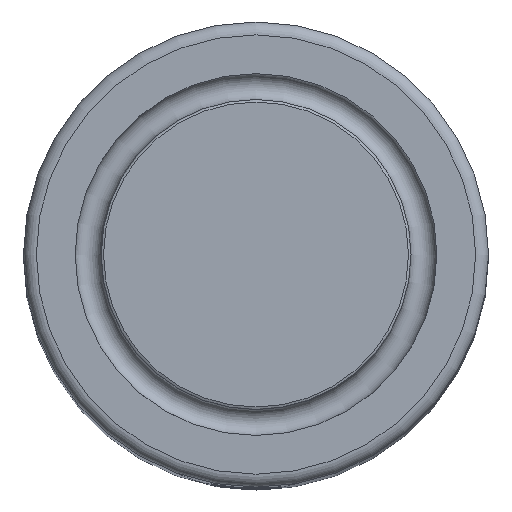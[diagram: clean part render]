
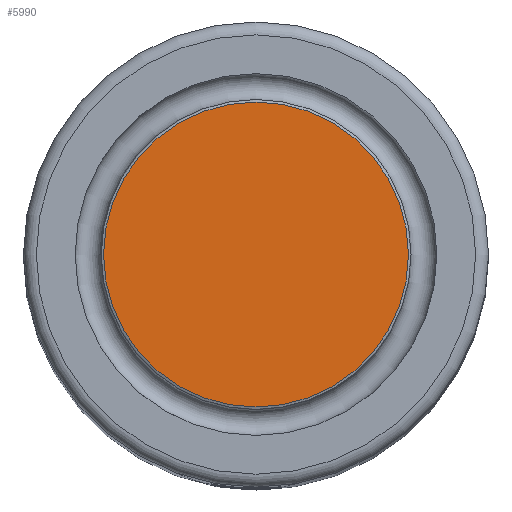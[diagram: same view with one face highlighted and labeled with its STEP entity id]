
A CAD part, top view. The second image highlights one B-rep face of the part: STEP entity #5990.
In plain terms, the highlighted planar face has unit normal (0, 0, 1).
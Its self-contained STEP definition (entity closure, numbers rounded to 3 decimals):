
#179=CIRCLE('',#6313,5.9);
#795=PLANE('',#6316);
#1123=FACE_OUTER_BOUND('',#1492,.T.);
#1492=EDGE_LOOP('',(#5566));
#2936=VERTEX_POINT('',#13742);
#3817=EDGE_CURVE('',#2936,#2936,#179,.T.);
#5566=ORIENTED_EDGE('',*,*,#3817,.F.);
#5990=ADVANCED_FACE('',(#1123),#795,.T.);
#6313=AXIS2_PLACEMENT_3D('',#13743,#7364,#7365);
#6316=AXIS2_PLACEMENT_3D('',#13747,#7370,#7371);
#7364=DIRECTION('center_axis',(0.,0.,-1.));
#7365=DIRECTION('ref_axis',(-1.,0.,0.));
#7370=DIRECTION('center_axis',(0.,0.,1.));
#7371=DIRECTION('ref_axis',(1.,0.,0.));
#13742=CARTESIAN_POINT('',(5.9,0.,64.8));
#13743=CARTESIAN_POINT('Origin',(0.,0.,64.8));
#13747=CARTESIAN_POINT('Origin',(0.,0.,
64.8));
